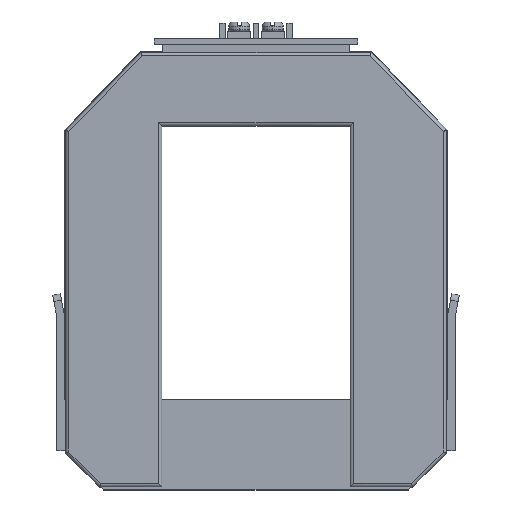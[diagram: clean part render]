
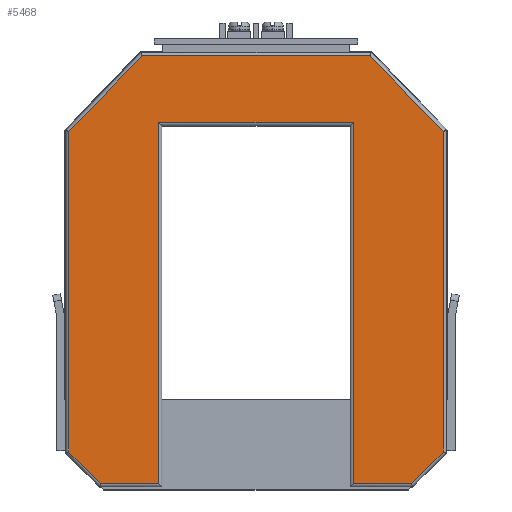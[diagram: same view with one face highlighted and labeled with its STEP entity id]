
A CAD part, top view. The second image highlights one B-rep face of the part: STEP entity #5468.
In plain terms, the highlighted planar face has unit normal (0, 0, 1).
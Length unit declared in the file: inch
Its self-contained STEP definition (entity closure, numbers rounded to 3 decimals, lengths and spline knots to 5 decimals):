
#56 = CARTESIAN_POINT ( 'NONE',  ( 2.0826, 2.01114, 0.66929 ) ) ;
#196 = VECTOR ( 'NONE', #1229, 39.37008 ) ;
#237 = VERTEX_POINT ( 'NONE', #3217 ) ;
#255 = EDGE_LOOP ( 'NONE', ( #4933, #999, #4650, #4787, #3689, #1395, #819, #5515, #2793, #946, #2509, #2287 ) ) ;
#276 = VERTEX_POINT ( 'NONE', #2315 ) ;
#302 = DIRECTION ( 'NONE',  ( 0., 0., 1. ) ) ;
#448 = VERTEX_POINT ( 'NONE', #2176 ) ;
#460 = EDGE_CURVE ( 'NONE', #3246, #448, #1903, .T. ) ;
#498 = LINE ( 'NONE', #4015, #196 ) ;
#505 = CARTESIAN_POINT ( 'NONE',  ( 2.35272, 1.73143, 0.66929 ) ) ;
#519 = VERTEX_POINT ( 'NONE', #2220 ) ;
#550 = CARTESIAN_POINT ( 'NONE',  ( 1.43149, 2.68539, 0.66929 ) ) ;
#647 = VECTOR ( 'NONE', #2573, 39.37008 ) ;
#652 = EDGE_CURVE ( 'NONE', #2231, #3751, #5844, .T. ) ;
#819 = ORIENTED_EDGE ( 'NONE', *, *, #460, .T. ) ;
#946 = ORIENTED_EDGE ( 'NONE', *, *, #6058, .T. ) ;
#999 = ORIENTED_EDGE ( 'NONE', *, *, #1282, .T. ) ;
#1229 = DIRECTION ( 'NONE',  ( -1., 0., 0. ) ) ;
#1244 = PLANE ( 'NONE',  #4175 ) ;
#1281 = VECTOR ( 'NONE', #3346, 39.37008 ) ;
#1282 = EDGE_CURVE ( 'NONE', #3751, #1541, #498, .T. ) ;
#1351 = DIRECTION ( 'NONE',  ( 1., 0., 0. ) ) ;
#1395 = ORIENTED_EDGE ( 'NONE', *, *, #4298, .T. ) ;
#1402 = LINE ( 'NONE', #3531, #3743 ) ;
#1541 = VERTEX_POINT ( 'NONE', #2804 ) ;
#1597 = LINE ( 'NONE', #5044, #5183 ) ;
#1608 = LINE ( 'NONE', #5234, #3957 ) ;
#1651 = VECTOR ( 'NONE', #2936, 39.37008 ) ;
#1652 = CARTESIAN_POINT ( 'NONE',  ( -1.9539, -2.69622, 0.66929 ) ) ;
#1745 = CARTESIAN_POINT ( 'NONE',  ( 1.22307, -2.73622, 0.66929 ) ) ;
#1746 = VECTOR ( 'NONE', #2594, 39.37008 ) ;
#1846 = LINE ( 'NONE', #1745, #3082 ) ;
#1893 = LINE ( 'NONE', #2082, #647 ) ;
#1903 = LINE ( 'NONE', #5909, #4394 ) ;
#1972 = DIRECTION ( 'NONE',  ( 0.707, -0.707, 0. ) ) ;
#2068 = EDGE_CURVE ( 'NONE', #237, #6021, #1402, .T. ) ;
#2082 = CARTESIAN_POINT ( 'NONE',  ( -2.0826, 2.01114, 0.66929 ) ) ;
#2083 = VERTEX_POINT ( 'NONE', #1652 ) ;
#2176 = CARTESIAN_POINT ( 'NONE',  ( -1.22307, 1.84315, 0.66929 ) ) ;
#2213 = CARTESIAN_POINT ( 'NONE',  ( -1.22307, -2.69622, 0.66929 ) ) ;
#2220 = CARTESIAN_POINT ( 'NONE',  ( -2.35272, -2.29741, 0.66929 ) ) ;
#2231 = VERTEX_POINT ( 'NONE', #505 ) ;
#2287 = ORIENTED_EDGE ( 'NONE', *, *, #3844, .T. ) ;
#2315 = CARTESIAN_POINT ( 'NONE',  ( 1.22307, -2.69622, 0.66929 ) ) ;
#2463 = CARTESIAN_POINT ( 'NONE',  ( 2.35272, 0., 0.66929 ) ) ;
#2509 = ORIENTED_EDGE ( 'NONE', *, *, #2068, .T. ) ;
#2529 = EDGE_CURVE ( 'NONE', #448, #5005, #1597, .T. ) ;
#2573 = DIRECTION ( 'NONE',  ( -0.695, -0.719, 0. ) ) ;
#2594 = DIRECTION ( 'NONE',  ( 1., 0., 0. ) ) ;
#2616 = CARTESIAN_POINT ( 'NONE',  ( 0., 0., 0.66929 ) ) ;
#2647 = DIRECTION ( 'NONE',  ( 0., 1., 0. ) ) ;
#2793 = ORIENTED_EDGE ( 'NONE', *, *, #4622, .T. ) ;
#2804 = CARTESIAN_POINT ( 'NONE',  ( -1.43149, 2.68539, 0.66929 ) ) ;
#2903 = DIRECTION ( 'NONE',  ( 0., -1., 0. ) ) ;
#2936 = DIRECTION ( 'NONE',  ( 0., 1., 0. ) ) ;
#3082 = VECTOR ( 'NONE', #3626, 39.37008 ) ;
#3137 = LINE ( 'NONE', #4458, #1746 ) ;
#3217 = CARTESIAN_POINT ( 'NONE',  ( 1.9539, -2.69622, 0.66929 ) ) ;
#3246 = VERTEX_POINT ( 'NONE', #2213 ) ;
#3346 = DIRECTION ( 'NONE',  ( 1., 0., 0. ) ) ;
#3354 = DIRECTION ( 'NONE',  ( -0.695, 0.719, 0. ) ) ;
#3531 = CARTESIAN_POINT ( 'NONE',  ( 2.32506, -2.32506, 0.66929 ) ) ;
#3587 = DIRECTION ( 'NONE',  ( 1., 0., 0. ) ) ;
#3626 = DIRECTION ( 'NONE',  ( 0., -1., 0. ) ) ;
#3689 = ORIENTED_EDGE ( 'NONE', *, *, #3812, .T. ) ;
#3743 = VECTOR ( 'NONE', #5382, 39.37008 ) ;
#3751 = VERTEX_POINT ( 'NONE', #550 ) ;
#3806 = CARTESIAN_POINT ( 'NONE',  ( -1.18307, -2.69622, 0.66929 ) ) ;
#3812 = EDGE_CURVE ( 'NONE', #519, #2083, #4446, .T. ) ;
#3844 = EDGE_CURVE ( 'NONE', #6021, #2231, #5389, .T. ) ;
#3848 = CARTESIAN_POINT ( 'NONE',  ( -2.32506, -2.32506, 0.66929 ) ) ;
#3957 = VECTOR ( 'NONE', #2903, 39.37008 ) ;
#4015 = CARTESIAN_POINT ( 'NONE',  ( 0., 2.68539, 0.66929 ) ) ;
#4033 = FACE_OUTER_BOUND ( 'NONE', #255, .T. ) ;
#4175 = AXIS2_PLACEMENT_3D ( 'NONE', #2616, #302, #3587 ) ;
#4176 = CARTESIAN_POINT ( 'NONE',  ( -2.35272, 1.73143, 0.66929 ) ) ;
#4298 = EDGE_CURVE ( 'NONE', #2083, #3246, #4836, .T. ) ;
#4394 = VECTOR ( 'NONE', #2647, 39.37008 ) ;
#4446 = LINE ( 'NONE', #3848, #5541 ) ;
#4458 = CARTESIAN_POINT ( 'NONE',  ( 1.97047, -2.69622, 0.66929 ) ) ;
#4622 = EDGE_CURVE ( 'NONE', #5005, #276, #1846, .T. ) ;
#4650 = ORIENTED_EDGE ( 'NONE', *, *, #6014, .T. ) ;
#4782 = VERTEX_POINT ( 'NONE', #4176 ) ;
#4787 = ORIENTED_EDGE ( 'NONE', *, *, #5246, .T. ) ;
#4836 = LINE ( 'NONE', #3806, #1281 ) ;
#4933 = ORIENTED_EDGE ( 'NONE', *, *, #652, .T. ) ;
#5005 = VERTEX_POINT ( 'NONE', #5079 ) ;
#5044 = CARTESIAN_POINT ( 'NONE',  ( 1.18307, 1.84315, 0.66929 ) ) ;
#5079 = CARTESIAN_POINT ( 'NONE',  ( 1.22307, 1.84315, 0.66929 ) ) ;
#5183 = VECTOR ( 'NONE', #1351, 39.37008 ) ;
#5191 = VECTOR ( 'NONE', #3354, 39.37008 ) ;
#5234 = CARTESIAN_POINT ( 'NONE',  ( -2.35272, 0., 0.66929 ) ) ;
#5246 = EDGE_CURVE ( 'NONE', #4782, #519, #1608, .T. ) ;
#5382 = DIRECTION ( 'NONE',  ( 0.707, 0.707, 0. ) ) ;
#5389 = LINE ( 'NONE', #2463, #1651 ) ;
#5468 = ADVANCED_FACE ( 'NONE', ( #4033 ), #1244, .T. ) ;
#5515 = ORIENTED_EDGE ( 'NONE', *, *, #2529, .T. ) ;
#5541 = VECTOR ( 'NONE', #1972, 39.37008 ) ;
#5837 = CARTESIAN_POINT ( 'NONE',  ( 2.35272, -2.29741, 0.66929 ) ) ;
#5844 = LINE ( 'NONE', #56, #5191 ) ;
#5909 = CARTESIAN_POINT ( 'NONE',  ( -1.22307, 1.80315, 0.66929 ) ) ;
#6014 = EDGE_CURVE ( 'NONE', #1541, #4782, #1893, .T. ) ;
#6021 = VERTEX_POINT ( 'NONE', #5837 ) ;
#6058 = EDGE_CURVE ( 'NONE', #276, #237, #3137, .T. ) ;
